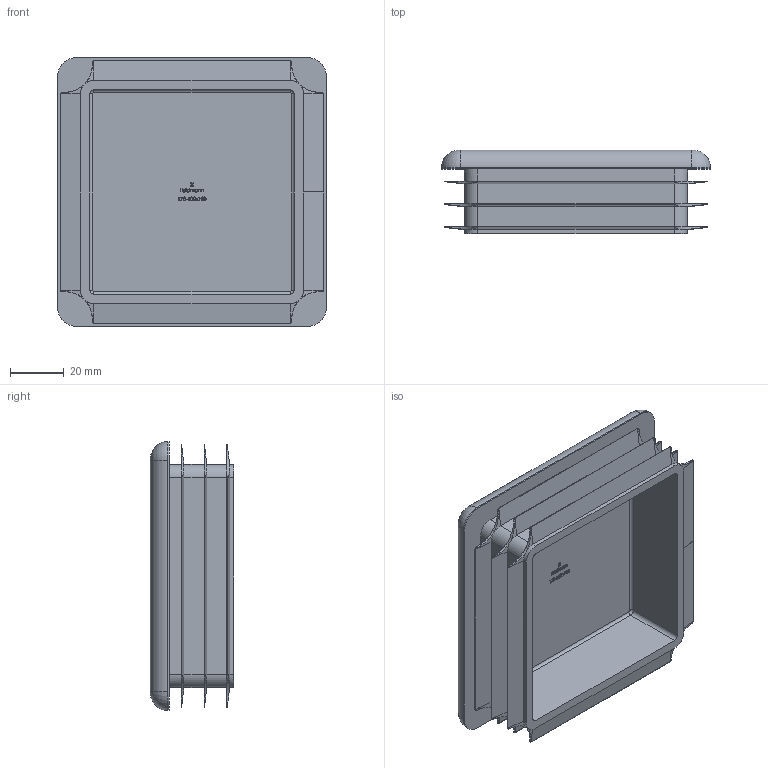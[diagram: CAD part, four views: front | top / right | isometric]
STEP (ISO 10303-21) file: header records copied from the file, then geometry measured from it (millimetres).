
FILE_DESCRIPTION (( 'STEP AP203' ), '1' );
FILE_NAME ('178-100x100.step', '2021-01-21T14:06:05', ( '' ), ( '' ), 'SwSTEP 2.0', 'SolidWorks 2018', '' );
FILE_SCHEMA (( 'CONFIG_CONTROL_DESIGN' ));
Length unit declared in the file: millimetre
Products named in the file (2): 178-100x100
Bounding box: 100 x 31 x 100 mm (x, y, z)
Volume: 96307.3 mm3; surface area: 49216.6 mm2
Topology: 1 solids, 1 shells, 473 faces, 1250 edges, 810 vertices
Faces by surface type: plane 225, bspline 121, cylinder 95, cone 24, torus 8
Entity records: 21552 total; most frequent: CARTESIAN_POINT 10660, ORIENTED_EDGE 2500, DIRECTION 1767, EDGE_CURVE 1250, VERTEX_POINT 810, LINE 693, VECTOR 693, AXIS2_PLACEMENT_3D 537
